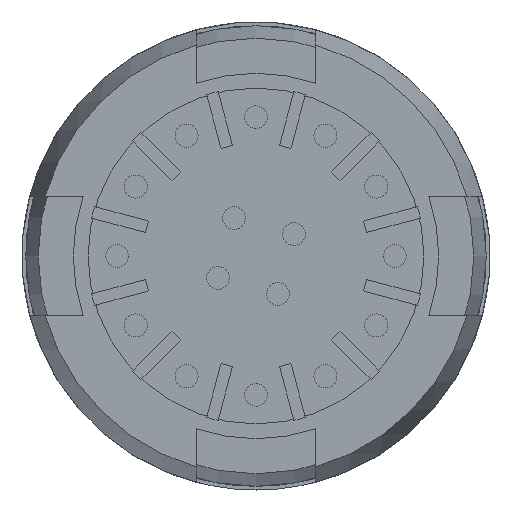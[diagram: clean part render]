
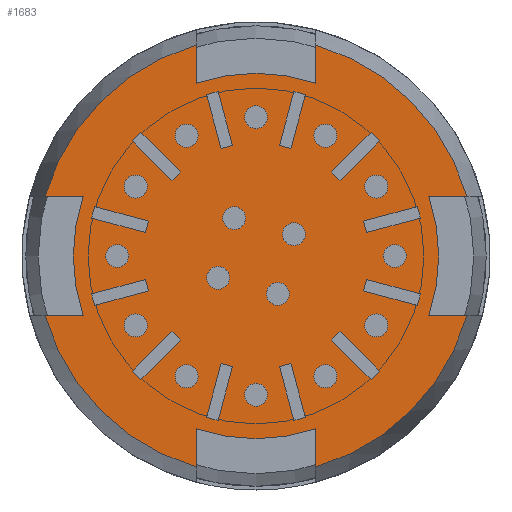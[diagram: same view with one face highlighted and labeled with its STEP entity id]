
A CAD part, front view. The second image highlights one B-rep face of the part: STEP entity #1683.
In plain terms, the highlighted planar face has unit normal (0, -1, 0).
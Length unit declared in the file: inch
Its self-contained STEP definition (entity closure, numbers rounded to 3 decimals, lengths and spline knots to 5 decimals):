
#1683 = ADVANCED_FACE( '', ( #3474 ), #3475, .F. );
#3474 = FACE_OUTER_BOUND( '', #5482, .T. );
#3475 = PLANE( '', #5483 );
#5482 = EDGE_LOOP( '', ( #9630, #9631, #9632, #9633, #9634, #9635, #9636, #9637, #9638, #9639, #9640, #9641, #9642, #9643, #9644, #9645 ) );
#5483 = AXIS2_PLACEMENT_3D( '', #9646, #9647, #9648 );
#9630 = ORIENTED_EDGE( '', *, *, #12319, .F. );
#9631 = ORIENTED_EDGE( '', *, *, #13390, .T. );
#9632 = ORIENTED_EDGE( '', *, *, #13391, .T. );
#9633 = ORIENTED_EDGE( '', *, *, #13162, .T. );
#9634 = ORIENTED_EDGE( '', *, *, #13232, .F. );
#9635 = ORIENTED_EDGE( '', *, *, #13314, .F. );
#9636 = ORIENTED_EDGE( '', *, *, #11767, .T. );
#9637 = ORIENTED_EDGE( '', *, *, #12913, .T. );
#9638 = ORIENTED_EDGE( '', *, *, #12668, .F. );
#9639 = ORIENTED_EDGE( '', *, *, #13392, .T. );
#9640 = ORIENTED_EDGE( '', *, *, #12110, .T. );
#9641 = ORIENTED_EDGE( '', *, *, #12755, .F. );
#9642 = ORIENTED_EDGE( '', *, *, #12268, .F. );
#9643 = ORIENTED_EDGE( '', *, *, #13393, .T. );
#9644 = ORIENTED_EDGE( '', *, *, #13037, .T. );
#9645 = ORIENTED_EDGE( '', *, *, #13394, .T. );
#9646 = CARTESIAN_POINT( '', ( 0.295, 0., 0. ) );
#9647 = DIRECTION( '', ( 0., 1., 0. ) );
#9648 = DIRECTION( '', ( 0., 0., 1. ) );
#11767 = EDGE_CURVE( '', #13888, #13889, #13890, .T. );
#12110 = EDGE_CURVE( '', #14539, #14537, #14540, .T. );
#12268 = EDGE_CURVE( '', #14801, #14802, #14803, .T. );
#12319 = EDGE_CURVE( '', #14882, #14884, #14885, .T. );
#12668 = EDGE_CURVE( '', #15421, #15422, #15423, .T. );
#12755 = EDGE_CURVE( '', #14802, #14537, #15554, .T. );
#12913 = EDGE_CURVE( '', #13889, #15422, #15763, .T. );
#13037 = EDGE_CURVE( '', #15929, #15930, #15931, .T. );
#13162 = EDGE_CURVE( '', #16080, #16078, #16081, .T. );
#13232 = EDGE_CURVE( '', #16168, #16078, #16169, .T. );
#13314 = EDGE_CURVE( '', #13888, #16168, #16270, .T. );
#13390 = EDGE_CURVE( '', #14882, #16364, #16365, .T. );
#13391 = EDGE_CURVE( '', #16364, #16080, #16366, .T. );
#13392 = EDGE_CURVE( '', #15421, #14539, #16367, .T. );
#13393 = EDGE_CURVE( '', #14801, #15929, #16368, .T. );
#13394 = EDGE_CURVE( '', #15930, #14884, #16369, .T. );
#13888 = VERTEX_POINT( '', #16930 );
#13889 = VERTEX_POINT( '', #16931 );
#13890 = CIRCLE( '', #16932, 0.295 );
#14537 = VERTEX_POINT( '', #18344 );
#14539 = VERTEX_POINT( '', #18347 );
#14540 = CIRCLE( '', #18348, 0.295 );
#14801 = VERTEX_POINT( '', #18695 );
#14802 = VERTEX_POINT( '', #18696 );
#14803 = CIRCLE( '', #18697, 0.246 );
#14882 = VERTEX_POINT( '', #18813 );
#14884 = VERTEX_POINT( '', #18816 );
#14885 = CIRCLE( '', #18817, 0.246 );
#15421 = VERTEX_POINT( '', #19572 );
#15422 = VERTEX_POINT( '', #19573 );
#15423 = CIRCLE( '', #19574, 0.246 );
#15554 = LINE( '', #19750, #19751 );
#15763 = LINE( '', #20049, #20050 );
#15929 = VERTEX_POINT( '', #20296 );
#15930 = VERTEX_POINT( '', #20297 );
#15931 = CIRCLE( '', #20298, 0.295 );
#16078 = VERTEX_POINT( '', #20517 );
#16080 = VERTEX_POINT( '', #20520 );
#16081 = LINE( '', #20521, #20522 );
#16168 = VERTEX_POINT( '', #20654 );
#16169 = CIRCLE( '', #20655, 0.246 );
#16270 = LINE( '', #20798, #20799 );
#16364 = VERTEX_POINT( '', #20940 );
#16365 = LINE( '', #20941, #20942 );
#16366 = CIRCLE( '', #20943, 0.295 );
#16367 = LINE( '', #20944, #20945 );
#16368 = LINE( '', #20946, #20947 );
#16369 = LINE( '', #20948, #20949 );
#16930 = CARTESIAN_POINT( '', ( -0.28395, 0., -0.08 ) );
#16931 = CARTESIAN_POINT( '', ( -0.08, 0., -0.28395 ) );
#16932 = AXIS2_PLACEMENT_3D( '', #21644, #21645, #21646 );
#18344 = CARTESIAN_POINT( '', ( 0.28395, 0., -0.08 ) );
#18347 = CARTESIAN_POINT( '', ( 0.08, 0., -0.28395 ) );
#18348 = AXIS2_PLACEMENT_3D( '', #21780, #21781, #21782 );
#18695 = CARTESIAN_POINT( '', ( 0.23263, 0., 0.08 ) );
#18696 = CARTESIAN_POINT( '', ( 0.23263, 0., -0.08 ) );
#18697 = AXIS2_PLACEMENT_3D( '', #21983, #21984, #21985 );
#18813 = CARTESIAN_POINT( '', ( -0.08, 0., 0.23263 ) );
#18816 = CARTESIAN_POINT( '', ( 0.08, 0., 0.23263 ) );
#18817 = AXIS2_PLACEMENT_3D( '', #22030, #22031, #22032 );
#19572 = CARTESIAN_POINT( '', ( 0.08, 0., -0.23263 ) );
#19573 = CARTESIAN_POINT( '', ( -0.08, 0., -0.23263 ) );
#19574 = AXIS2_PLACEMENT_3D( '', #22411, #22412, #22413 );
#19750 = CARTESIAN_POINT( '', ( -0.315, 0., -0.08 ) );
#19751 = VECTOR( '', #22531, 39.37008 );
#20049 = CARTESIAN_POINT( '', ( -0.08, 0., 0. ) );
#20050 = VECTOR( '', #22684, 39.37008 );
#20296 = CARTESIAN_POINT( '', ( 0.28395, 0., 0.08 ) );
#20297 = CARTESIAN_POINT( '', ( 0.08, 0., 0.28395 ) );
#20298 = AXIS2_PLACEMENT_3D( '', #22816, #22817, #22818 );
#20517 = CARTESIAN_POINT( '', ( -0.23263, 0., 0.08 ) );
#20520 = CARTESIAN_POINT( '', ( -0.28395, 0., 0.08 ) );
#20521 = CARTESIAN_POINT( '', ( -0.315, 0., 0.08 ) );
#20522 = VECTOR( '', #22925, 39.37008 );
#20654 = CARTESIAN_POINT( '', ( -0.23263, 0., -0.08 ) );
#20655 = AXIS2_PLACEMENT_3D( '', #22981, #22982, #22983 );
#20798 = CARTESIAN_POINT( '', ( -0.315, 0., -0.08 ) );
#20799 = VECTOR( '', #23053, 39.37008 );
#20940 = CARTESIAN_POINT( '', ( -0.08, 0., 0.28395 ) );
#20941 = CARTESIAN_POINT( '', ( -0.08, 0., 0. ) );
#20942 = VECTOR( '', #23112, 39.37008 );
#20943 = AXIS2_PLACEMENT_3D( '', #23113, #23114, #23115 );
#20944 = CARTESIAN_POINT( '', ( 0.08, 0., 0. ) );
#20945 = VECTOR( '', #23116, 39.37008 );
#20946 = CARTESIAN_POINT( '', ( -0.315, 0., 0.08 ) );
#20947 = VECTOR( '', #23117, 39.37008 );
#20948 = CARTESIAN_POINT( '', ( 0.08, 0., 0. ) );
#20949 = VECTOR( '', #23118, 39.37008 );
#21644 = CARTESIAN_POINT( '', ( 0., 0., 0. ) );
#21645 = DIRECTION( '', ( 0., -1., 0. ) );
#21646 = DIRECTION( '', ( 0., 0., -1. ) );
#21780 = CARTESIAN_POINT( '', ( 0., 0., 0. ) );
#21781 = DIRECTION( '', ( 0., -1., 0. ) );
#21782 = DIRECTION( '', ( 0., 0., -1. ) );
#21983 = CARTESIAN_POINT( '', ( 0., 0., 0. ) );
#21984 = DIRECTION( '', ( 0., 1., 0. ) );
#21985 = DIRECTION( '', ( 1., 0., 0. ) );
#22030 = CARTESIAN_POINT( '', ( 0., 0., 0. ) );
#22031 = DIRECTION( '', ( 0., 1., 0. ) );
#22032 = DIRECTION( '', ( 1., 0., 0. ) );
#22411 = CARTESIAN_POINT( '', ( 0., 0., 0. ) );
#22412 = DIRECTION( '', ( 0., 1., 0. ) );
#22413 = DIRECTION( '', ( 1., 0., 0. ) );
#22531 = DIRECTION( '', ( 1., 0., 0. ) );
#22684 = DIRECTION( '', ( 0., 0., 1. ) );
#22816 = CARTESIAN_POINT( '', ( 0., 0., 0. ) );
#22817 = DIRECTION( '', ( 0., -1., 0. ) );
#22818 = DIRECTION( '', ( 0., 0., -1. ) );
#22925 = DIRECTION( '', ( 1., 0., 0. ) );
#22981 = CARTESIAN_POINT( '', ( 0., 0., 0. ) );
#22982 = DIRECTION( '', ( 0., 1., 0. ) );
#22983 = DIRECTION( '', ( 1., 0., 0. ) );
#23053 = DIRECTION( '', ( 1., 0., 0. ) );
#23112 = DIRECTION( '', ( 0., 0., 1. ) );
#23113 = CARTESIAN_POINT( '', ( 0., 0., 0. ) );
#23114 = DIRECTION( '', ( 0., -1., 0. ) );
#23115 = DIRECTION( '', ( 0., 0., -1. ) );
#23116 = DIRECTION( '', ( 0., 0., -1. ) );
#23117 = DIRECTION( '', ( 1., 0., 0. ) );
#23118 = DIRECTION( '', ( 0., 0., -1. ) );
